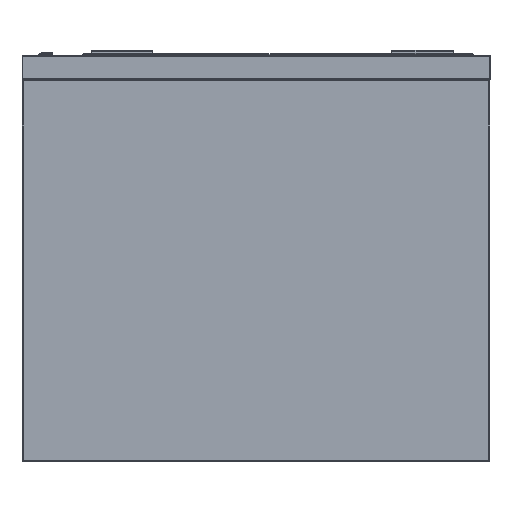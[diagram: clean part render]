
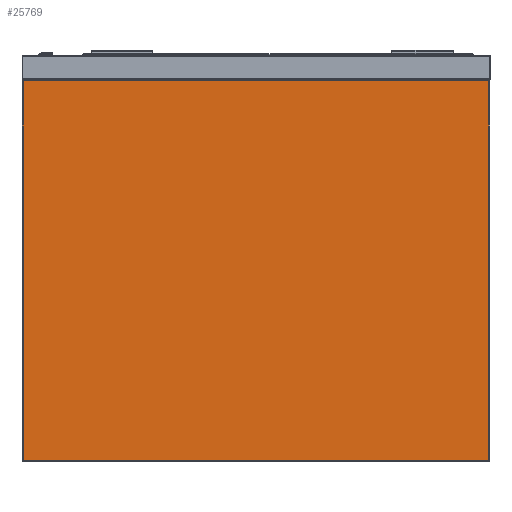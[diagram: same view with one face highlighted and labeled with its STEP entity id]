
A CAD part, left-side view. The second image highlights one B-rep face of the part: STEP entity #25769.
In plain terms, the highlighted planar face has unit normal (-1, 0, 0).
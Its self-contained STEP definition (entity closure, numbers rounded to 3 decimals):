
#2572 = EDGE_CURVE ( 'NONE', #10683, #7782, #4098, .T. ) ;
#2688 = CARTESIAN_POINT ( 'NONE',  ( -750., 378., -660. ) ) ;
#3912 = VECTOR ( 'NONE', #25133, 1000. ) ;
#4098 = LINE ( 'NONE', #10299, #27378 ) ;
#4648 = DIRECTION ( 'NONE',  ( 0., 1., 0. ) ) ;
#4780 = ORIENTED_EDGE ( 'NONE', *, *, #27667, .T. ) ;
#4814 = ORIENTED_EDGE ( 'NONE', *, *, #6989, .T. ) ;
#5269 = FACE_OUTER_BOUND ( 'NONE', #32233, .T. ) ;
#6989 = EDGE_CURVE ( 'NONE', #34437, #10683, #19813, .T. ) ;
#7782 = VERTEX_POINT ( 'NONE', #12530 ) ;
#9741 = VERTEX_POINT ( 'NONE', #20889 ) ;
#10299 = CARTESIAN_POINT ( 'NONE',  ( -750., 380., -42. ) ) ;
#10683 = VERTEX_POINT ( 'NONE', #31293 ) ;
#10992 = AXIS2_PLACEMENT_3D ( 'NONE', #22285, #19529, #16591 ) ;
#12530 = CARTESIAN_POINT ( 'NONE',  ( -750., 378., -42. ) ) ;
#15596 = LINE ( 'NONE', #23665, #23417 ) ;
#16591 = DIRECTION ( 'NONE',  ( 0., 0., 1. ) ) ;
#19349 = PLANE ( 'NONE',  #10992 ) ;
#19529 = DIRECTION ( 'NONE',  ( -1., 0., 0. ) ) ;
#19813 = LINE ( 'NONE', #27694, #3912 ) ;
#20889 = CARTESIAN_POINT ( 'NONE',  ( -750., 378., -658. ) ) ;
#22285 = CARTESIAN_POINT ( 'NONE',  ( -750., -380., -660. ) ) ;
#22797 = LINE ( 'NONE', #2688, #33698 ) ;
#23417 = VECTOR ( 'NONE', #26223, 1000. ) ;
#23665 = CARTESIAN_POINT ( 'NONE',  ( -750., -380., -658. ) ) ;
#23966 = CARTESIAN_POINT ( 'NONE',  ( -750., -378., -658. ) ) ;
#25133 = DIRECTION ( 'NONE',  ( 0., 0., 1. ) ) ;
#25769 = ADVANCED_FACE ( 'Fl�che7', ( #5269 ), #19349, .T. ) ;
#26223 = DIRECTION ( 'NONE',  ( 0., -1., 0. ) ) ;
#27378 = VECTOR ( 'NONE', #4648, 1000. ) ;
#27513 = ORIENTED_EDGE ( 'NONE', *, *, #35828, .T. ) ;
#27667 = EDGE_CURVE ( 'NONE', #9741, #34437, #15596, .T. ) ;
#27694 = CARTESIAN_POINT ( 'NONE',  ( -750., -378., -660. ) ) ;
#29722 = ORIENTED_EDGE ( 'NONE', *, *, #2572, .T. ) ;
#31293 = CARTESIAN_POINT ( 'NONE',  ( -750., -378., -42. ) ) ;
#32233 = EDGE_LOOP ( 'NONE', ( #4814, #29722, #27513, #4780 ) ) ;
#33267 = DIRECTION ( 'NONE',  ( 0., 0., -1. ) ) ;
#33698 = VECTOR ( 'NONE', #33267, 1000. ) ;
#34437 = VERTEX_POINT ( 'NONE', #23966 ) ;
#35828 = EDGE_CURVE ( 'NONE', #7782, #9741, #22797, .T. ) ;
